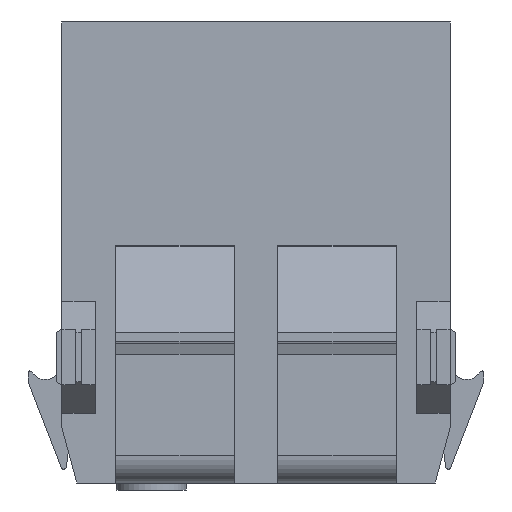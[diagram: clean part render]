
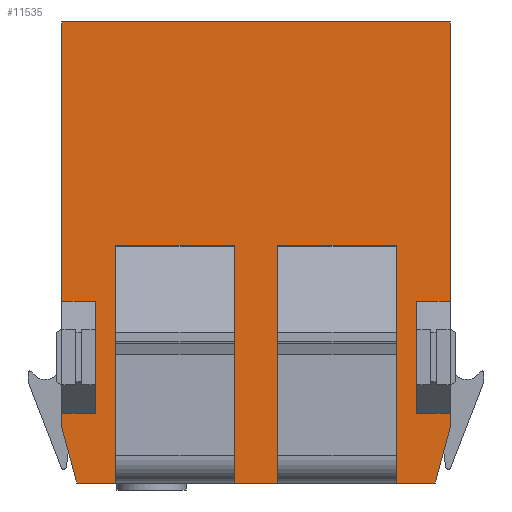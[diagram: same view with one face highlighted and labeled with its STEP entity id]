
A CAD part, front view. The second image highlights one B-rep face of the part: STEP entity #11535.
In plain terms, the highlighted planar face has unit normal (0, -1, 0).
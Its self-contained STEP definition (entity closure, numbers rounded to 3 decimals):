
#11398=AXIS2_PLACEMENT_3D('Plane Axis2P3D',#11395,#11396,#11397) ;
#10570=CARTESIAN_POINT('Line Origine',(2.4,5.9,5.)) ;
#10574=CARTESIAN_POINT('Vertex',(2.4,5.9,4.5)) ;
#10576=CARTESIAN_POINT('Vertex',(2.4,5.9,5.5)) ;
#10597=CARTESIAN_POINT('Vertex',(2.4,5.9,13.5)) ;
#10600=CARTESIAN_POINT('Line Origine',(2.4,5.9,23.5)) ;
#10604=CARTESIAN_POINT('Vertex',(2.4,5.9,33.5)) ;
#10731=CARTESIAN_POINT('Line Origine',(2.936,5.9,2.5)) ;
#10735=CARTESIAN_POINT('Vertex',(3.472,5.9,0.5)) ;
#11281=CARTESIAN_POINT('Vertex',(30.2,5.9,33.5)) ;
#11284=CARTESIAN_POINT('Line Origine',(30.2,5.9,23.5)) ;
#11288=CARTESIAN_POINT('Vertex',(30.2,5.9,13.5)) ;
#11309=CARTESIAN_POINT('Vertex',(30.2,5.9,5.5)) ;
#11312=CARTESIAN_POINT('Line Origine',(30.2,5.9,5.)) ;
#11316=CARTESIAN_POINT('Vertex',(30.2,5.9,4.5)) ;
#11395=CARTESIAN_POINT('Axis2P3D Location',(2.4,5.9,0.)) ;
#11400=CARTESIAN_POINT('Line Origine',(16.3,5.9,33.5)) ;
#11405=CARTESIAN_POINT('Line Origine',(3.6,5.9,13.5)) ;
#11409=CARTESIAN_POINT('Vertex',(4.8,5.9,13.5)) ;
#11412=CARTESIAN_POINT('Line Origine',(4.8,5.9,9.5)) ;
#11416=CARTESIAN_POINT('Vertex',(4.8,5.9,5.5)) ;
#11419=CARTESIAN_POINT('Line Origine',(3.6,5.9,5.5)) ;
#11424=CARTESIAN_POINT('Line Origine',(4.861,5.9,0.5)) ;
#11428=CARTESIAN_POINT('Vertex',(6.25,5.9,0.5)) ;
#11431=CARTESIAN_POINT('Line Origine',(6.25,5.9,1.4)) ;
#11435=CARTESIAN_POINT('Vertex',(6.25,5.9,2.3)) ;
#11438=CARTESIAN_POINT('Line Origine',(10.5,5.9,2.3)) ;
#11442=CARTESIAN_POINT('Vertex',(14.75,5.9,2.3)) ;
#11445=CARTESIAN_POINT('Line Origine',(14.75,5.9,1.4)) ;
#11449=CARTESIAN_POINT('Vertex',(14.75,5.9,0.5)) ;
#11452=CARTESIAN_POINT('Line Origine',(16.3,5.9,0.5)) ;
#11456=CARTESIAN_POINT('Vertex',(17.85,5.9,0.5)) ;
#11459=CARTESIAN_POINT('Line Origine',(17.85,5.9,1.4)) ;
#11463=CARTESIAN_POINT('Vertex',(17.85,5.9,2.3)) ;
#11466=CARTESIAN_POINT('Line Origine',(22.1,5.9,2.3)) ;
#11470=CARTESIAN_POINT('Vertex',(26.35,5.9,2.3)) ;
#11473=CARTESIAN_POINT('Line Origine',(26.35,5.9,1.4)) ;
#11477=CARTESIAN_POINT('Vertex',(26.35,5.9,0.5)) ;
#11480=CARTESIAN_POINT('Line Origine',(27.739,5.9,0.5)) ;
#11484=CARTESIAN_POINT('Vertex',(29.128,5.9,0.5)) ;
#11487=CARTESIAN_POINT('Line Origine',(29.664,5.9,2.5)) ;
#11492=CARTESIAN_POINT('Line Origine',(29.,5.9,5.5)) ;
#11496=CARTESIAN_POINT('Vertex',(27.8,5.9,5.5)) ;
#11499=CARTESIAN_POINT('Line Origine',(27.8,5.9,9.5)) ;
#11503=CARTESIAN_POINT('Vertex',(27.8,5.9,13.5)) ;
#11506=CARTESIAN_POINT('Line Origine',(29.,5.9,13.5)) ;
#10571=DIRECTION('Vector Direction',(0.,0.,1.)) ;
#10601=DIRECTION('Vector Direction',(0.,0.,1.)) ;
#10732=DIRECTION('Vector Direction',(-0.259,0.,0.966)) ;
#11285=DIRECTION('Vector Direction',(0.,0.,1.)) ;
#11313=DIRECTION('Vector Direction',(0.,0.,1.)) ;
#11396=DIRECTION('Axis2P3D Direction',(0.,-1.,0.)) ;
#11397=DIRECTION('Axis2P3D XDirection',(1.,0.,0.)) ;
#11401=DIRECTION('Vector Direction',(1.,0.,0.)) ;
#11406=DIRECTION('Vector Direction',(1.,0.,0.)) ;
#11413=DIRECTION('Vector Direction',(0.,0.,1.)) ;
#11420=DIRECTION('Vector Direction',(1.,0.,0.)) ;
#11425=DIRECTION('Vector Direction',(1.,0.,0.)) ;
#11432=DIRECTION('Vector Direction',(0.,0.,1.)) ;
#11439=DIRECTION('Vector Direction',(1.,0.,0.)) ;
#11446=DIRECTION('Vector Direction',(0.,0.,1.)) ;
#11453=DIRECTION('Vector Direction',(1.,0.,0.)) ;
#11460=DIRECTION('Vector Direction',(0.,0.,1.)) ;
#11467=DIRECTION('Vector Direction',(1.,0.,0.)) ;
#11474=DIRECTION('Vector Direction',(0.,0.,1.)) ;
#11481=DIRECTION('Vector Direction',(1.,0.,0.)) ;
#11488=DIRECTION('Vector Direction',(-0.259,0.,-0.966)) ;
#11493=DIRECTION('Vector Direction',(1.,0.,0.)) ;
#11500=DIRECTION('Vector Direction',(0.,0.,1.)) ;
#11507=DIRECTION('Vector Direction',(1.,0.,0.)) ;
#10572=VECTOR('Line Direction',#10571,1.) ;
#10602=VECTOR('Line Direction',#10601,1.) ;
#10733=VECTOR('Line Direction',#10732,1.) ;
#11286=VECTOR('Line Direction',#11285,1.) ;
#11314=VECTOR('Line Direction',#11313,1.) ;
#11402=VECTOR('Line Direction',#11401,1.) ;
#11407=VECTOR('Line Direction',#11406,1.) ;
#11414=VECTOR('Line Direction',#11413,1.) ;
#11421=VECTOR('Line Direction',#11420,1.) ;
#11426=VECTOR('Line Direction',#11425,1.) ;
#11433=VECTOR('Line Direction',#11432,1.) ;
#11440=VECTOR('Line Direction',#11439,1.) ;
#11447=VECTOR('Line Direction',#11446,1.) ;
#11454=VECTOR('Line Direction',#11453,1.) ;
#11461=VECTOR('Line Direction',#11460,1.) ;
#11468=VECTOR('Line Direction',#11467,1.) ;
#11475=VECTOR('Line Direction',#11474,1.) ;
#11482=VECTOR('Line Direction',#11481,1.) ;
#11489=VECTOR('Line Direction',#11488,1.) ;
#11494=VECTOR('Line Direction',#11493,1.) ;
#11501=VECTOR('Line Direction',#11500,1.) ;
#11508=VECTOR('Line Direction',#11507,1.) ;
#11512=ORIENTED_EDGE('',*,*,#11290,.T.) ;
#11513=ORIENTED_EDGE('',*,*,#11404,.F.) ;
#11514=ORIENTED_EDGE('',*,*,#10606,.F.) ;
#11515=ORIENTED_EDGE('',*,*,#11411,.T.) ;
#11516=ORIENTED_EDGE('',*,*,#11418,.T.) ;
#11517=ORIENTED_EDGE('',*,*,#11423,.F.) ;
#11518=ORIENTED_EDGE('',*,*,#10578,.F.) ;
#11519=ORIENTED_EDGE('',*,*,#10737,.F.) ;
#11520=ORIENTED_EDGE('',*,*,#11430,.T.) ;
#11521=ORIENTED_EDGE('',*,*,#11437,.F.) ;
#11522=ORIENTED_EDGE('',*,*,#11444,.T.) ;
#11523=ORIENTED_EDGE('',*,*,#11451,.T.) ;
#11524=ORIENTED_EDGE('',*,*,#11458,.T.) ;
#11525=ORIENTED_EDGE('',*,*,#11465,.F.) ;
#11526=ORIENTED_EDGE('',*,*,#11472,.F.) ;
#11527=ORIENTED_EDGE('',*,*,#11479,.T.) ;
#11528=ORIENTED_EDGE('',*,*,#11486,.T.) ;
#11529=ORIENTED_EDGE('',*,*,#11491,.F.) ;
#11530=ORIENTED_EDGE('',*,*,#11318,.T.) ;
#11531=ORIENTED_EDGE('',*,*,#11498,.T.) ;
#11532=ORIENTED_EDGE('',*,*,#11505,.F.) ;
#11533=ORIENTED_EDGE('',*,*,#11510,.F.) ;
#11535=ADVANCED_FACE('Hauptkoerper',(#11534),#11399,.T.) ;
#10578=EDGE_CURVE('',#10575,#10577,#10573,.T.) ;
#10606=EDGE_CURVE('',#10598,#10605,#10603,.T.) ;
#10737=EDGE_CURVE('',#10736,#10575,#10734,.T.) ;
#11290=EDGE_CURVE('',#11289,#11282,#11287,.T.) ;
#11318=EDGE_CURVE('',#11317,#11310,#11315,.T.) ;
#11404=EDGE_CURVE('',#10605,#11282,#11403,.T.) ;
#11411=EDGE_CURVE('',#10598,#11410,#11408,.T.) ;
#11418=EDGE_CURVE('',#11410,#11417,#11415,.F.) ;
#11423=EDGE_CURVE('',#10577,#11417,#11422,.T.) ;
#11430=EDGE_CURVE('',#10736,#11429,#11427,.T.) ;
#11437=EDGE_CURVE('',#11436,#11429,#11434,.F.) ;
#11444=EDGE_CURVE('',#11436,#11443,#11441,.T.) ;
#11451=EDGE_CURVE('',#11443,#11450,#11448,.F.) ;
#11458=EDGE_CURVE('',#11450,#11457,#11455,.T.) ;
#11465=EDGE_CURVE('',#11464,#11457,#11462,.F.) ;
#11472=EDGE_CURVE('',#11471,#11464,#11469,.F.) ;
#11479=EDGE_CURVE('',#11471,#11478,#11476,.F.) ;
#11486=EDGE_CURVE('',#11478,#11485,#11483,.T.) ;
#11491=EDGE_CURVE('',#11317,#11485,#11490,.T.) ;
#11498=EDGE_CURVE('',#11310,#11497,#11495,.F.) ;
#11505=EDGE_CURVE('',#11504,#11497,#11502,.F.) ;
#11510=EDGE_CURVE('',#11289,#11504,#11509,.F.) ;
#11511=EDGE_LOOP('',(#11512,#11513,#11514,#11515,#11516,#11517,#11518,#11519,#11520,#11521,#11522,#11523,#11524,#11525,#11526,#11527,#11528,#11529,#11530,#11531,#11532,#11533)) ;
#11534=FACE_OUTER_BOUND('',#11511,.T.) ;
#10573=LINE('Line',#10570,#10572) ;
#10603=LINE('Line',#10600,#10602) ;
#10734=LINE('Line',#10731,#10733) ;
#11287=LINE('Line',#11284,#11286) ;
#11315=LINE('Line',#11312,#11314) ;
#11403=LINE('Line',#11400,#11402) ;
#11408=LINE('Line',#11405,#11407) ;
#11415=LINE('Line',#11412,#11414) ;
#11422=LINE('Line',#11419,#11421) ;
#11427=LINE('Line',#11424,#11426) ;
#11434=LINE('Line',#11431,#11433) ;
#11441=LINE('Line',#11438,#11440) ;
#11448=LINE('Line',#11445,#11447) ;
#11455=LINE('Line',#11452,#11454) ;
#11462=LINE('Line',#11459,#11461) ;
#11469=LINE('Line',#11466,#11468) ;
#11476=LINE('Line',#11473,#11475) ;
#11483=LINE('Line',#11480,#11482) ;
#11490=LINE('Line',#11487,#11489) ;
#11495=LINE('Line',#11492,#11494) ;
#11502=LINE('Line',#11499,#11501) ;
#11509=LINE('Line',#11506,#11508) ;
#11399=PLANE('',#11398) ;
#10575=VERTEX_POINT('',#10574) ;
#10577=VERTEX_POINT('',#10576) ;
#10598=VERTEX_POINT('',#10597) ;
#10605=VERTEX_POINT('',#10604) ;
#10736=VERTEX_POINT('',#10735) ;
#11282=VERTEX_POINT('',#11281) ;
#11289=VERTEX_POINT('',#11288) ;
#11310=VERTEX_POINT('',#11309) ;
#11317=VERTEX_POINT('',#11316) ;
#11410=VERTEX_POINT('',#11409) ;
#11417=VERTEX_POINT('',#11416) ;
#11429=VERTEX_POINT('',#11428) ;
#11436=VERTEX_POINT('',#11435) ;
#11443=VERTEX_POINT('',#11442) ;
#11450=VERTEX_POINT('',#11449) ;
#11457=VERTEX_POINT('',#11456) ;
#11464=VERTEX_POINT('',#11463) ;
#11471=VERTEX_POINT('',#11470) ;
#11478=VERTEX_POINT('',#11477) ;
#11485=VERTEX_POINT('',#11484) ;
#11497=VERTEX_POINT('',#11496) ;
#11504=VERTEX_POINT('',#11503) ;
